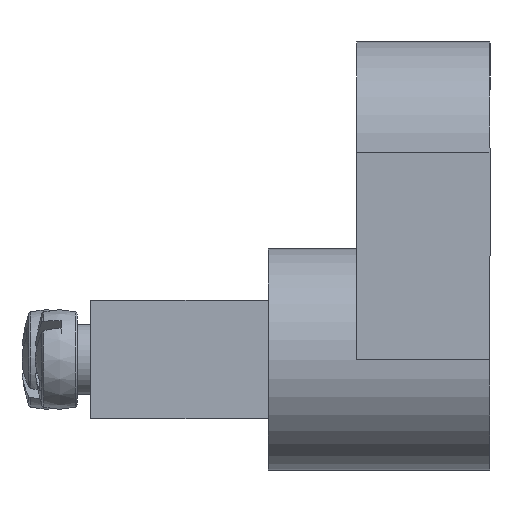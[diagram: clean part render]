
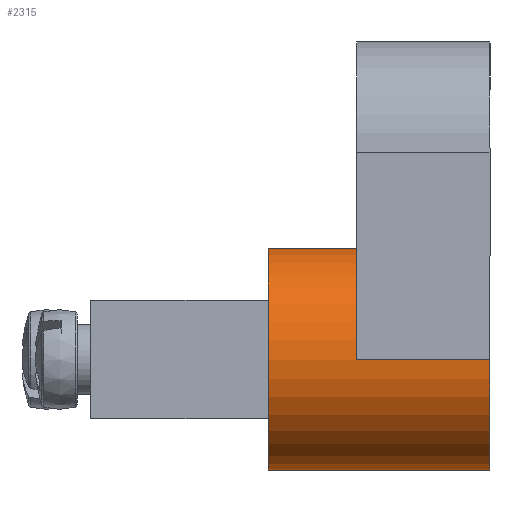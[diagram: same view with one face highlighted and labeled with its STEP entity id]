
A CAD part, left-side view. The second image highlights one B-rep face of the part: STEP entity #2315.
In plain terms, the highlighted cylindrical face has radius 7.5 mm (diameter 15 mm), a full revolution.
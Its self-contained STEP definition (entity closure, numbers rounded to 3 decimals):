
#162=LINE('',#4595,#208);
#163=LINE('',#4598,#209);
#208=VECTOR('',#3211,9.);
#209=VECTOR('',#3214,9.);
#470=FACE_BOUND('',#1061,.T.);
#621=CIRCLE('',#2598,7.5);
#622=CIRCLE('',#2599,7.5);
#623=CIRCLE('',#2600,7.5);
#753=FACE_OUTER_BOUND('',#1060,.T.);
#1060=EDGE_LOOP('',(#1969,#1970,#1971,#1972));
#1061=EDGE_LOOP('',(#1973));
#1305=VERTEX_POINT('',#4591);
#1306=VERTEX_POINT('',#4592);
#1307=VERTEX_POINT('',#4594);
#1308=VERTEX_POINT('',#4596);
#1309=VERTEX_POINT('',#4599);
#1534=EDGE_CURVE('',#1305,#1306,#621,.T.);
#1535=EDGE_CURVE('',#1307,#1306,#162,.T.);
#1536=EDGE_CURVE('',#1308,#1307,#622,.T.);
#1537=EDGE_CURVE('',#1308,#1305,#163,.T.);
#1538=EDGE_CURVE('',#1309,#1309,#623,.T.);
#1969=ORIENTED_EDGE('',*,*,#1534,.T.);
#1970=ORIENTED_EDGE('',*,*,#1535,.F.);
#1971=ORIENTED_EDGE('',*,*,#1536,.F.);
#1972=ORIENTED_EDGE('',*,*,#1537,.T.);
#1973=ORIENTED_EDGE('',*,*,#1538,.F.);
#2094=CYLINDRICAL_SURFACE('',#2597,7.5);
#2315=ADVANCED_FACE('',(#753,#470),#2094,.T.);
#2597=AXIS2_PLACEMENT_3D('',#4590,#3207,#3208);
#2598=AXIS2_PLACEMENT_3D('',#4593,#3209,#3210);
#2599=AXIS2_PLACEMENT_3D('',#4597,#3212,#3213);
#2600=AXIS2_PLACEMENT_3D('',#4600,#3215,#3216);
#3207=DIRECTION('center_axis',(0.,1.,0.));
#3208=DIRECTION('ref_axis',(0.,0.,1.));
#3209=DIRECTION('center_axis',(0.,1.,0.));
#3210=DIRECTION('ref_axis',(0.,0.,1.));
#3211=DIRECTION('',(0.,1.,0.));
#3212=DIRECTION('center_axis',(0.,-1.,0.));
#3213=DIRECTION('ref_axis',(0.,0.,1.));
#3214=DIRECTION('',(0.,1.,0.));
#3215=DIRECTION('center_axis',(0.,1.,0.));
#3216=DIRECTION('ref_axis',(0.,0.,1.));
#4590=CARTESIAN_POINT('Origin',(-7.,-10.607,0.));
#4591=CARTESIAN_POINT('',(-7.,9.,7.5));
#4592=CARTESIAN_POINT('',(-7.,9.,-7.5));
#4593=CARTESIAN_POINT('Origin',(-7.,9.,0.));
#4594=CARTESIAN_POINT('',(-7.,0.,-7.5));
#4595=CARTESIAN_POINT('',(-7.,-10.607,-7.5));
#4596=CARTESIAN_POINT('',(-7.,0.,7.5));
#4597=CARTESIAN_POINT('Origin',(-7.,0.,0.));
#4598=CARTESIAN_POINT('',(-7.,-10.607,7.5));
#4599=CARTESIAN_POINT('',(-7.,15.,7.5));
#4600=CARTESIAN_POINT('Origin',(-7.,15.,0.));
